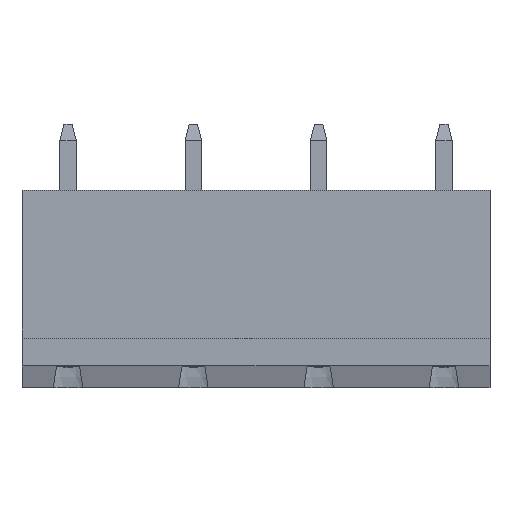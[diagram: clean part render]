
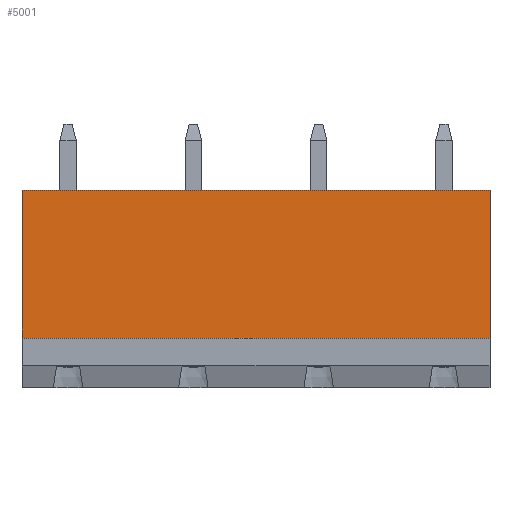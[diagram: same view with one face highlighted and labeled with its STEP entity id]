
A CAD part, top view. The second image highlights one B-rep face of the part: STEP entity #5001.
In plain terms, the highlighted planar face has unit normal (0, 0, 1).
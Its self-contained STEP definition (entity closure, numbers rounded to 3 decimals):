
#24=DIRECTION('',(0.,1.,0.));
#25=VECTOR('',#24,9.);
#26=CARTESIAN_POINT('',(0.,3.,3.9));
#27=LINE('',#26,#25);
#224=DIRECTION('',(0.,1.,0.));
#225=VECTOR('',#224,9.);
#226=CARTESIAN_POINT('',(28.46,3.,3.9));
#227=LINE('',#226,#225);
#784=DIRECTION('',(1.,0.,0.));
#785=VECTOR('',#784,28.46);
#786=CARTESIAN_POINT('',(0.,12.,3.9));
#787=LINE('',#786,#785);
#788=DIRECTION('',(-1.,0.,0.));
#789=VECTOR('',#788,28.46);
#790=CARTESIAN_POINT('',(28.46,3.,3.9));
#791=LINE('',#790,#789);
#3330=CARTESIAN_POINT('',(0.,12.,3.9));
#3331=VERTEX_POINT('',#3330);
#3342=CARTESIAN_POINT('',(0.,3.,3.9));
#3343=VERTEX_POINT('',#3342);
#3520=CARTESIAN_POINT('',(28.46,12.,3.9));
#3521=VERTEX_POINT('',#3520);
#3532=CARTESIAN_POINT('',(28.46,3.,3.9));
#3533=VERTEX_POINT('',#3532);
#4989=CARTESIAN_POINT('',(28.46,3.,3.9));
#4990=DIRECTION('',(0.,0.,-1.));
#4991=DIRECTION('',(0.,1.,0.));
#4992=AXIS2_PLACEMENT_3D('',#4989,#4990,#4991);
#4993=PLANE('',#4992);
#4995=ORIENTED_EDGE('',*,*,#4994,.T.);
#4996=ORIENTED_EDGE('',*,*,#4264,.F.);
#4997=ORIENTED_EDGE('',*,*,#4981,.T.);
#4998=ORIENTED_EDGE('',*,*,#4043,.T.);
#4999=EDGE_LOOP('',(#4995,#4996,#4997,#4998));
#5000=FACE_OUTER_BOUND('',#4999,.F.);
#5001=ADVANCED_FACE('',(#5000),#4993,.F.);
#4043=EDGE_CURVE('',#3343,#3331,#27,.T.);
#4264=EDGE_CURVE('',#3533,#3521,#227,.T.);
#4981=EDGE_CURVE('',#3533,#3343,#791,.T.);
#4994=EDGE_CURVE('',#3331,#3521,#787,.T.);
